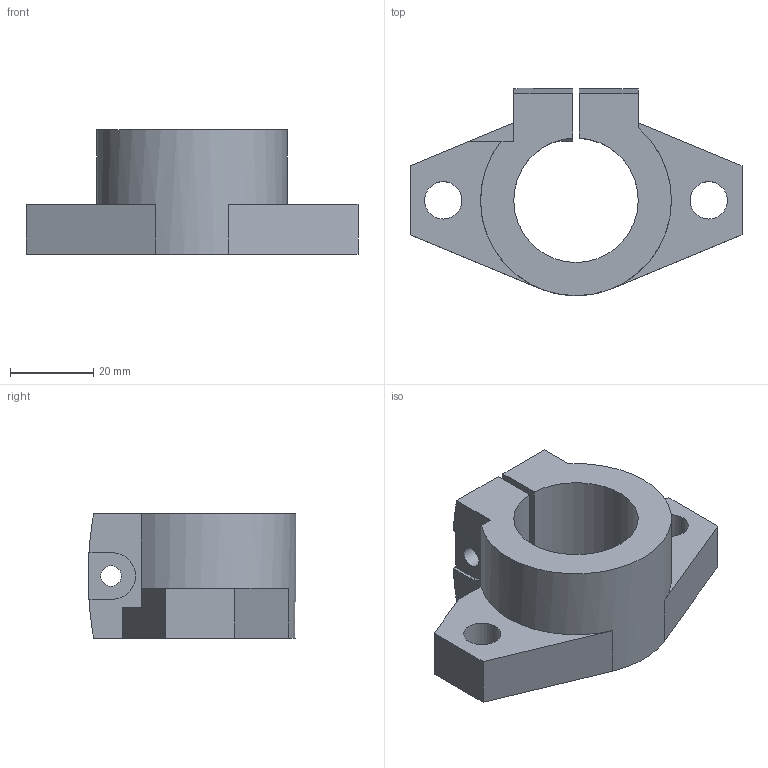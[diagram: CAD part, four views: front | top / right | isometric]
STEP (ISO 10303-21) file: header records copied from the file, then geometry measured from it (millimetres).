
FILE_DESCRIPTION (( 'STEP AP214' ), '1' );
FILE_NAME ('SHF30-Rollco.step', '2024-02-16T11:46:17', ( '' ), ( '' ), 'SwSTEP 2.0', 'SolidWorks 2010', '' );
FILE_SCHEMA (( 'AUTOMOTIVE_DESIGN' ));
Length unit declared in the file: millimetre
Products named in the file (1): SHF30-Rollco
Bounding box: 80 x 49.98 x 30 mm (x, y, z)
Volume: 42145.6 mm3; surface area: 13864.4 mm2
Topology: 1 solids, 1 shells, 29 faces, 82 edges, 55 vertices
Faces by surface type: plane 19, cylinder 10
Full cylindrical faces by diameter (mm): 5 x2, 9 x2
Entity records: 995 total; most frequent: CARTESIAN_POINT 190, DIRECTION 159, ORIENTED_EDGE 154, EDGE_CURVE 77, VERTEX_POINT 54, AXIS2_PLACEMENT_3D 53, VECTOR 53, LINE 53
